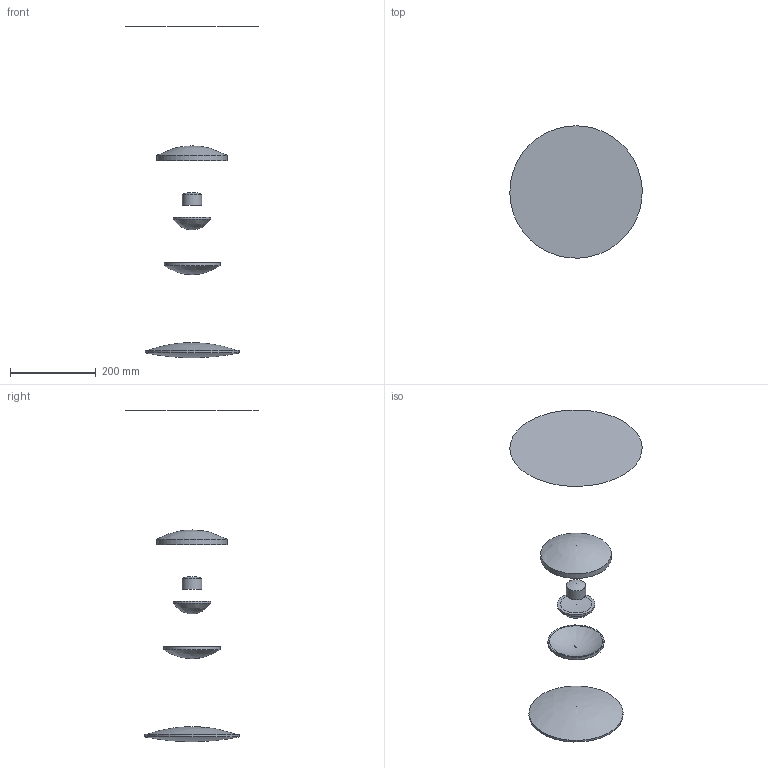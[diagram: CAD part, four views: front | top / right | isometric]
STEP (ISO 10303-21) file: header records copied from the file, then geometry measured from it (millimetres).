
FILE_DESCRIPTION ((), '1');
FILE_NAME ('CodeV_export.stp', '2021-11-17T14:24:39', ('Unknown'), ('Unknown'), 'HarmonyWare STEP v2.1.6', 'HarmonyWare Translators', '');
FILE_SCHEMA (('CONFIG_CONTROL_DESIGN'));
Length unit declared in the file: millimetre
Bounding box: 309.42 x 309.56 x 774.93 mm (x, y, z)
Volume: 1490739.7 mm3; surface area: 263267.2 mm2
Topology: 5 solids, 5 shells, 18 faces, 315 edges, 573 vertices
Faces by surface type: bspline 18
Entity records: 2641 total; most frequent: CARTESIAN_POINT 2082, B_SPLINE_CURVE_WITH_KNOTS 284, ORIENTED_EDGE 58, EDGE_CURVE 29, VERTEX_POINT 22, EDGE_LOOP 17, FACE_OUTER_BOUND 17, ADVANCED_FACE 17
